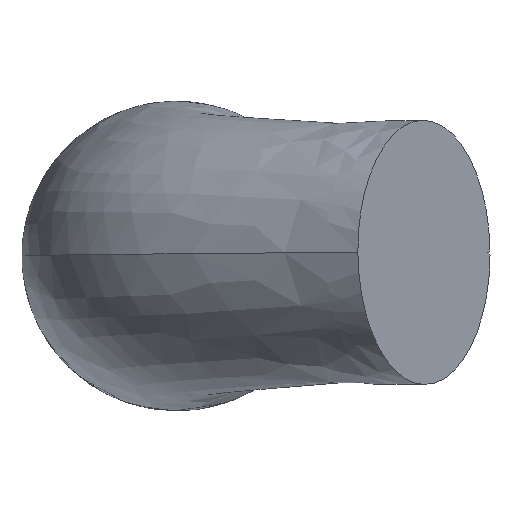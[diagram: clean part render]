
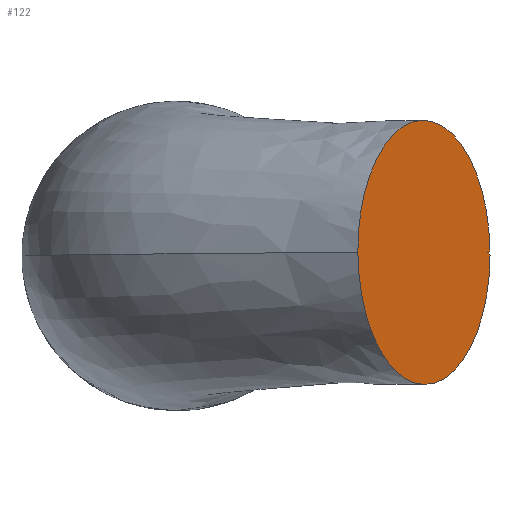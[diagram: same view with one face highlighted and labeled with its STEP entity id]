
A CAD part, top view. The second image highlights one B-rep face of the part: STEP entity #122.
In plain terms, the highlighted face is planar.
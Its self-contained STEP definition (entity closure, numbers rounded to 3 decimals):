
#122=ADVANCED_FACE('',(#134),#299,.T.);
#134=FACE_OUTER_BOUND('',#146,.T.);
#146=EDGE_LOOP('',(#181,#182,#183,#184));
#181=ORIENTED_EDGE('',*,*,#216,.T.);
#182=ORIENTED_EDGE('',*,*,#210,.T.);
#183=ORIENTED_EDGE('',*,*,#236,.T.);
#184=ORIENTED_EDGE('',*,*,#232,.T.);
#210=EDGE_CURVE('',#271,#269,#243,.T.);
#216=EDGE_CURVE('',#275,#271,#249,.T.);
#232=EDGE_CURVE('',#286,#275,#264,.T.);
#236=EDGE_CURVE('',#269,#286,#268,.T.);
#243=B_SPLINE_CURVE_WITH_KNOTS('',1,(#2543,#2544),.UNSPECIFIED.,.F.,.F.,
(2,2),(-1.398,0.),.UNSPECIFIED.);
#249=B_SPLINE_CURVE_WITH_KNOTS('',1,(#2559,#2560),.UNSPECIFIED.,.F.,.F.,
(2,2),(-1.398,0.),.UNSPECIFIED.);
#264=B_SPLINE_CURVE_WITH_KNOTS('',3,(#2634,#2635,#2636,#2637,#2638,#2639,
#2640,#2641,#2642,#2643,#2644,#2645,#2646,#2647,#2648,#2649,#2650,#2651,
#2652,#2653),.UNSPECIFIED.,.F.,.F.,(4,1,1,1,1,1,1,1,2,1,1,1,1,1,1,1,4),
(-137.845,-129.167,-120.49,-111.812,
-103.135,-94.458,-85.78,-77.103,
-68.426,-59.748,-51.071,-42.394,
-33.716,-25.039,-16.361,-7.684,
0.),.UNSPECIFIED.);
#268=B_SPLINE_CURVE_WITH_KNOTS('',3,(#2744,#2745,#2746,#2747,#2748,#2749,
#2750,#2751,#2752,#2753,#2754,#2755,#2756,#2757,#2758,#2759,#2760,#2761,
#2762,#2763),.UNSPECIFIED.,.F.,.F.,(4,1,1,1,1,1,1,1,2,1,1,1,1,1,1,1,4),
(-137.845,-130.16,-121.483,-112.806,
-104.128,-95.451,-86.774,-78.096,
-69.419,-60.742,-52.064,-43.387,
-34.709,-26.032,-17.355,-8.677,
0.),.UNSPECIFIED.);
#269=VERTEX_POINT('',#2520);
#271=VERTEX_POINT('',#2522);
#275=VERTEX_POINT('',#2526);
#286=VERTEX_POINT('',#2537);
#299=PLANE('',#484);
#484=AXIS2_PLACEMENT_3D('',#522,#502,$);
#502=DIRECTION('',(1.,-0.005,-0.016));
#522=CARTESIAN_POINT('',(1530.578,2935.519,1296.939));
#2520=CARTESIAN_POINT('',(1532.058,3065.323,1347.122));
#2522=CARTESIAN_POINT('',(1532.037,3065.516,1345.737));
#2526=CARTESIAN_POINT('',(1532.048,3066.901,1345.93));
#2537=CARTESIAN_POINT('',(1530.663,3013.078,1276.33));
#2543=CARTESIAN_POINT('',(1532.037,3065.516,1345.737));
#2544=CARTESIAN_POINT('',(1532.058,3065.323,1347.122));
#2559=CARTESIAN_POINT('',(1532.048,3066.901,1345.93));
#2560=CARTESIAN_POINT('',(1532.037,3065.516,1345.737));
#2634=CARTESIAN_POINT('',(1530.663,3013.078,1276.33));
#2635=CARTESIAN_POINT('',(1530.648,3015.375,1274.594));
#2636=CARTESIAN_POINT('',(1530.626,3020.313,1271.575));
#2637=CARTESIAN_POINT('',(1530.622,3028.46,1268.579));
#2638=CARTESIAN_POINT('',(1530.646,3037.036,1267.229));
#2639=CARTESIAN_POINT('',(1530.698,3045.71,1267.577));
#2640=CARTESIAN_POINT('',(1530.775,3054.149,1269.612));
#2641=CARTESIAN_POINT('',(1530.874,3062.029,1273.253));
#2642=CARTESIAN_POINT('',(1530.992,3069.047,1278.361));
#2643=CARTESIAN_POINT('',(1531.08,3072.971,1282.614));
#2644=CARTESIAN_POINT('',(1531.171,3076.443,1287.209));
#2645=CARTESIAN_POINT('',(1531.265,3079.462,1292.146));
#2646=CARTESIAN_POINT('',(1531.409,3082.458,1300.292));
#2647=CARTESIAN_POINT('',(1531.552,3083.807,1308.867));
#2648=CARTESIAN_POINT('',(1531.687,3083.458,1317.54));
#2649=CARTESIAN_POINT('',(1531.809,3081.423,1325.978));
#2650=CARTESIAN_POINT('',(1531.915,3077.78,1333.857));
#2651=CARTESIAN_POINT('',(1531.995,3072.866,1340.607));
#2652=CARTESIAN_POINT('',(1532.033,3068.901,1344.347));
#2653=CARTESIAN_POINT('',(1532.048,3066.901,1345.93));
#2744=CARTESIAN_POINT('',(1532.058,3065.323,1347.122));
#2745=CARTESIAN_POINT('',(1532.071,3063.254,1348.613));
#2746=CARTESIAN_POINT('',(1532.09,3058.573,1351.404));
#2747=CARTESIAN_POINT('',(1532.094,3050.736,1354.286));
#2748=CARTESIAN_POINT('',(1532.07,3042.161,1355.636));
#2749=CARTESIAN_POINT('',(1532.018,3033.487,1355.287));
#2750=CARTESIAN_POINT('',(1531.942,3025.048,1353.253));
#2751=CARTESIAN_POINT('',(1531.842,3017.168,1349.612));
#2752=CARTESIAN_POINT('',(1531.725,3010.15,1344.504));
#2753=CARTESIAN_POINT('',(1531.637,3006.226,1340.251));
#2754=CARTESIAN_POINT('',(1531.546,3002.754,1335.656));
#2755=CARTESIAN_POINT('',(1531.452,2999.735,1330.719));
#2756=CARTESIAN_POINT('',(1531.307,2996.739,1322.573));
#2757=CARTESIAN_POINT('',(1531.164,2995.389,1313.998));
#2758=CARTESIAN_POINT('',(1531.029,2995.739,1305.325));
#2759=CARTESIAN_POINT('',(1530.907,2997.774,1296.887));
#2760=CARTESIAN_POINT('',(1530.802,3001.416,1289.008));
#2761=CARTESIAN_POINT('',(1530.718,3006.526,1281.99));
#2762=CARTESIAN_POINT('',(1530.678,3010.78,1278.066));
#2763=CARTESIAN_POINT('',(1530.663,3013.078,1276.33));
